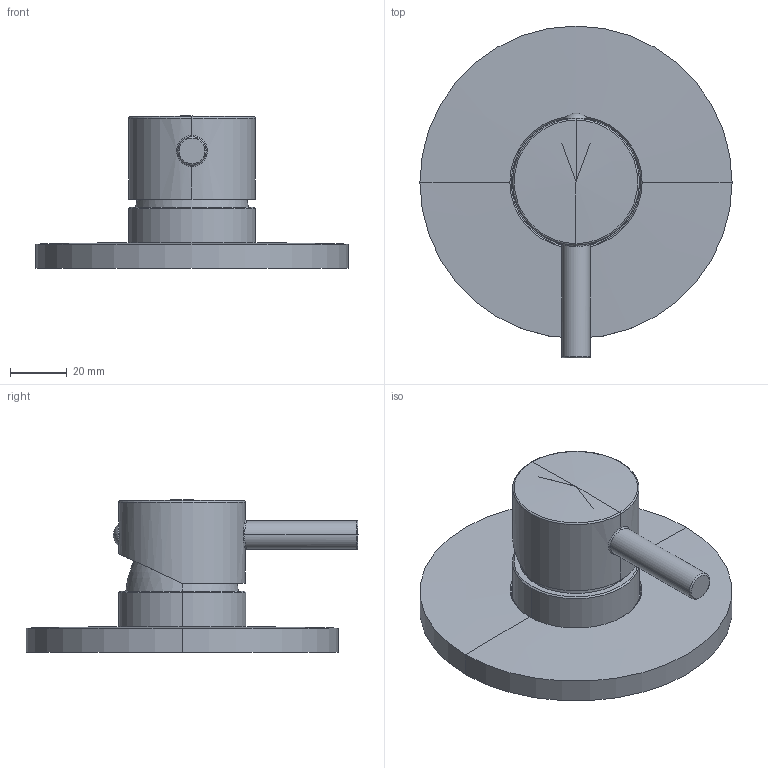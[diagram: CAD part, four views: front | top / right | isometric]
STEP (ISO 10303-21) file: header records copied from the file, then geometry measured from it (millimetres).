
FILE_DESCRIPTION((''),'2;1');
FILE_NAME('LIG011CR','2021-01-14T14:22:34',('ut3'),('PAFFONI SpA'),'CREO PARAMETRIC BY PTC INC, 2020044','CREO PARAMETRIC BY PTC INC, 2020044','');
FILE_SCHEMA(('CONFIG_CONTROL_DESIGN','SHAPE_APPEARANCE_LAYERS_GROUPS'));
Length unit declared in the file: millimetre
Products named in the file (1): LIG011CR
Bounding box: 110 x 116.95 x 53.69 mm (x, y, z)
Surface area: 42395.5 mm2 (no closed solid volume)
Topology: 0 solids, 11 shells, 150 faces, 341 edges, 196 vertices
Faces by surface type: cylinder 38, plane 29, bspline 24, torus 22, cone 19, sphere 18
Entity records: 6429 total; most frequent: CARTESIAN_POINT 2132, DIRECTION 694, ORIENTED_EDGE 640, EDGE_CURVE 337, AXIS2_PLACEMENT_3D 301, VERTEX_POINT 196, CIRCLE 175, EDGE_LOOP 150
